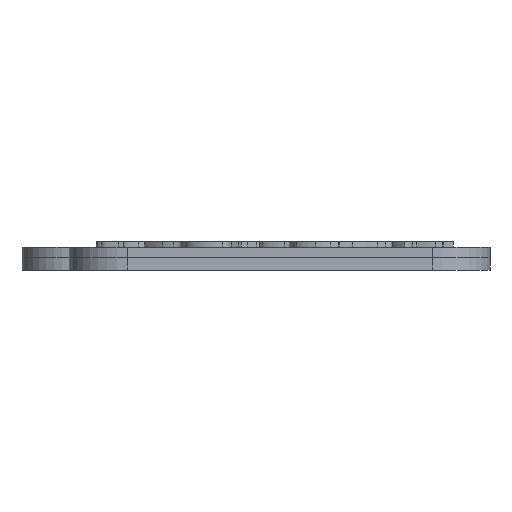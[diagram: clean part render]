
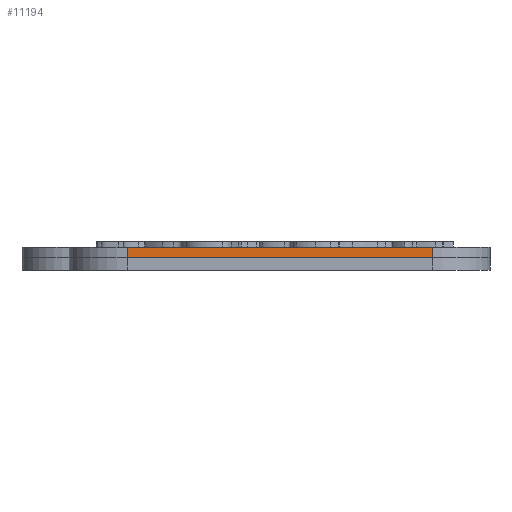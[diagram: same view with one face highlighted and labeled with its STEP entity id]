
A CAD part, front view. The second image highlights one B-rep face of the part: STEP entity #11194.
In plain terms, the highlighted planar face has unit normal (0, -1, 0).
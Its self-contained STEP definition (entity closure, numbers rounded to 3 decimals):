
#1557=LINE('',#12503,#2246);
#2215=LINE('',#22305,#2904);
#2218=LINE('',#22314,#2907);
#2220=LINE('',#22317,#2909);
#2246=VECTOR('',#11381,10.);
#2904=VECTOR('',#12219,10.);
#2907=VECTOR('',#12230,10.);
#2909=VECTOR('',#12234,10.);
#3045=PLANE('',#11330);
#3639=FACE_OUTER_BOUND('',#4275,.T.);
#4275=EDGE_LOOP('',(#10496,#10497,#10498,#10499));
#4316=VERTEX_POINT('',#12500);
#4317=VERTEX_POINT('',#12502);
#5426=VERTEX_POINT('',#22302);
#5427=VERTEX_POINT('',#22304);
#5462=EDGE_CURVE('',#4317,#4316,#1557,.T.);
#7123=EDGE_CURVE('',#5427,#5426,#2215,.T.);
#7128=EDGE_CURVE('',#4317,#5426,#2218,.T.);
#7130=EDGE_CURVE('',#5427,#4316,#2220,.T.);
#10496=ORIENTED_EDGE('',*,*,#7128,.F.);
#10497=ORIENTED_EDGE('',*,*,#5462,.T.);
#10498=ORIENTED_EDGE('',*,*,#7130,.F.);
#10499=ORIENTED_EDGE('',*,*,#7123,.T.);
#11194=ADVANCED_FACE('',(#3639),#3045,.F.);
#11330=AXIS2_PLACEMENT_3D('',#22316,#12232,#12233);
#11381=DIRECTION('',(-1.,0.,0.));
#12219=DIRECTION('',(1.,0.,0.));
#12230=DIRECTION('',(0.,0.,-1.));
#12232=DIRECTION('center_axis',(0.,1.,0.));
#12233=DIRECTION('ref_axis',(0.,0.,1.));
#12234=DIRECTION('',(0.,0.,1.));
#12500=CARTESIAN_POINT('',(4.,0.,0.5));
#12502=CARTESIAN_POINT('',(33.,0.,0.5));
#12503=CARTESIAN_POINT('',(18.5,0.,0.5));
#22302=CARTESIAN_POINT('',(33.,0.,-0.5));
#22304=CARTESIAN_POINT('',(4.,0.,-0.5));
#22305=CARTESIAN_POINT('',(18.5,0.,-0.5));
#22314=CARTESIAN_POINT('',(33.,0.,0.));
#22316=CARTESIAN_POINT('Origin',(18.5,0.,0.));
#22317=CARTESIAN_POINT('',(4.,0.,0.));
